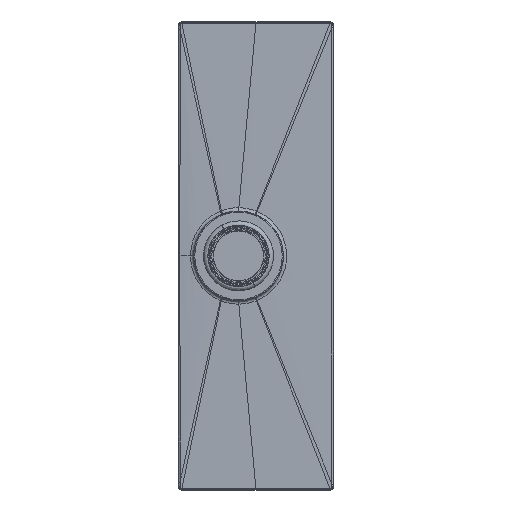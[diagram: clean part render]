
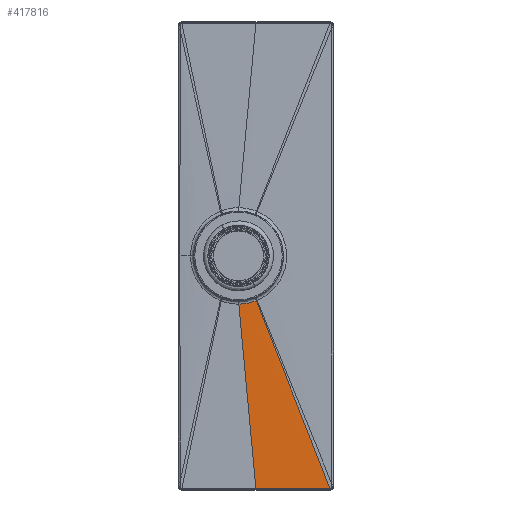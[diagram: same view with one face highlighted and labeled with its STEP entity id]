
A CAD part, top view. The second image highlights one B-rep face of the part: STEP entity #417816.
In plain terms, the highlighted free-form (B-spline) face has degree [5, 5] with [6, 6] control points.
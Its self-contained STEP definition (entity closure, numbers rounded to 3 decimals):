
#407011=CARTESIAN_POINT(' ',(106.224,33.807,16.003));
#407012=VERTEX_POINT(' ',#407011);
#408236=CARTESIAN_POINT(' ',(106.224,-0.045,16.003));
#408237=VERTEX_POINT(' ',#408236);
#408261=CARTESIAN_POINT(' ',(106.224,-0.045,16.003));
#408266=DIRECTION(' ',(0.,1.,0.));
#408271=VECTOR(' ',#408266,1.);
#408276=LINE('',#408261,#408271);
#408281=EDGE_CURVE(' ',#408237,#407012,#408276,.T.);
#417456=CARTESIAN_POINT(' ',(20.501,0.115,16.498));
#417457=VERTEX_POINT(' ',#417456);
#417471=CARTESIAN_POINT(' ',(106.224,33.807,16.003));
#417476=CARTESIAN_POINT(' ',(57.381,14.552,16.313));
#417481=CARTESIAN_POINT(' ',(28.806,3.322,16.478));
#417486=CARTESIAN_POINT(' ',(20.501,0.115,16.498));
#417491=B_SPLINE_CURVE_WITH_KNOTS('',3,(#417471,#417476,#417481,#417486),.UNSPECIFIED.,.F.,.U.,(4,4),(0.,1.),.UNSPECIFIED.);
#417496=EDGE_CURVE(' ',#407012,#417457,#417491,.T.);
#417536=CARTESIAN_POINT(' ',(106.232,-0.045,16.003));
#417541=CARTESIAN_POINT(' ',(77.396,-2.721,16.189));
#417546=CARTESIAN_POINT(' ',(54.547,-4.841,16.331));
#417551=CARTESIAN_POINT(' ',(37.684,-6.406,16.43));
#417556=CARTESIAN_POINT(' ',(26.808,-7.415,16.486));
#417561=CARTESIAN_POINT(' ',(21.918,-7.869,16.498));
#417566=CARTESIAN_POINT(' ',(106.232,6.713,16.003));
#417571=CARTESIAN_POINT(' ',(77.396,2.287,16.189));
#417576=CARTESIAN_POINT(' ',(54.546,-1.221,16.331));
#417581=CARTESIAN_POINT(' ',(37.683,-3.811,16.43));
#417586=CARTESIAN_POINT(' ',(26.807,-5.483,16.486));
#417591=CARTESIAN_POINT(' ',(21.918,-6.236,16.498));
#417596=CARTESIAN_POINT(' ',(106.231,13.47,16.003));
#417601=CARTESIAN_POINT(' ',(77.345,7.293,16.189));
#417606=CARTESIAN_POINT(' ',(54.457,2.397,16.331));
#417611=CARTESIAN_POINT(' ',(37.566,-1.217,16.43));
#417616=CARTESIAN_POINT(' ',(26.672,-3.551,16.486));
#417621=CARTESIAN_POINT(' ',(21.775,-4.603,16.498));
#417626=CARTESIAN_POINT(' ',(106.229,20.198,16.003));
#417631=CARTESIAN_POINT(' ',(77.244,12.284,16.189));
#417636=CARTESIAN_POINT(' ',(54.277,6.008,16.331));
#417641=CARTESIAN_POINT(' ',(37.329,1.37,16.43));
#417646=CARTESIAN_POINT(' ',(26.4,-1.63,16.486));
#417651=CARTESIAN_POINT(' ',(21.49,-2.992,16.498));
#417656=CARTESIAN_POINT(' ',(106.227,27.003,16.003));
#417661=CARTESIAN_POINT(' ',(77.091,17.303,16.189));
#417666=CARTESIAN_POINT(' ',(54.006,9.613,16.331));
#417671=CARTESIAN_POINT(' ',(36.973,3.931,16.43));
#417676=CARTESIAN_POINT(' ',(25.99,0.259,16.486));
#417681=CARTESIAN_POINT(' ',(21.059,-1.403,16.498));
#417686=CARTESIAN_POINT(' ',(106.224,33.808,16.003));
#417691=CARTESIAN_POINT(' ',(76.918,22.254,16.189));
#417696=CARTESIAN_POINT(' ',(53.693,13.109,16.331));
#417701=CARTESIAN_POINT(' ',(36.548,6.37,16.43));
#417706=CARTESIAN_POINT(' ',(25.484,2.039,16.486));
#417711=CARTESIAN_POINT(' ',(20.501,0.115,16.498));
#417716=B_SPLINE_SURFACE_WITH_KNOTS(' ',5,5,((#417536,#417541,#417546,#417551,#417556,#417561),(#417566,#417571,#417576,#417581,#417586,#417591),(#417596,#417601,#417606,#417611,#417616,#417621),(#417626,#417631,#417636,#417641,#417646,#417651),(#417656,#417661,#417666,#417671,#417676,#417681),(#417686,#417691,#417696,#417701,#417706,#417711)),.UNSPECIFIED.,.F.,.F.,.U.,(6,6),(6,6),(0.,20.969),(0.143,43.028),.UNSPECIFIED.);
#417721=ORIENTED_EDGE(' ',*,*,#417496,.T.);
#417726=CARTESIAN_POINT(' ',(0.,-7.999,16.5));
#417731=DIRECTION(' ',(0.,0.,-1.));
#417736=DIRECTION(' ',(0.93,0.368,0.));
#417741=AXIS2_PLACEMENT_3D(' ',#417726,#417731,#417736);
#417746=CIRCLE('',#417741,22.049);
#417751=CARTESIAN_POINT(' ',(22.048,-7.856,16.498));
#417752=VERTEX_POINT(' ',#417751);
#417756=EDGE_CURVE(' ',#417457,#417752,#417746,.T.);
#417761=ORIENTED_EDGE(' ',*,*,#417756,.T.);
#417766=CARTESIAN_POINT(' ',(106.224,-0.045,16.003));
#417771=CARTESIAN_POINT(' ',(58.421,-4.482,16.311));
#417776=CARTESIAN_POINT(' ',(30.363,-7.086,16.476));
#417781=CARTESIAN_POINT(' ',(22.048,-7.856,16.498));
#417786=B_SPLINE_CURVE_WITH_KNOTS('',3,(#417766,#417771,#417776,#417781),.UNSPECIFIED.,.F.,.U.,(4,4),(0.,1.),.UNSPECIFIED.);
#417791=EDGE_CURVE(' ',#408237,#417752,#417786,.T.);
#417796=ORIENTED_EDGE(' ',*,*,#417791,.F.);
#417801=ORIENTED_EDGE(' ',*,*,#408281,.T.);
#417806=EDGE_LOOP(' ',(#417721,#417761,#417796,#417801));
#417811=FACE_OUTER_BOUND(' ',#417806,.T.);
#417816=ADVANCED_FACE('',(#417811),#417716,.T.);
